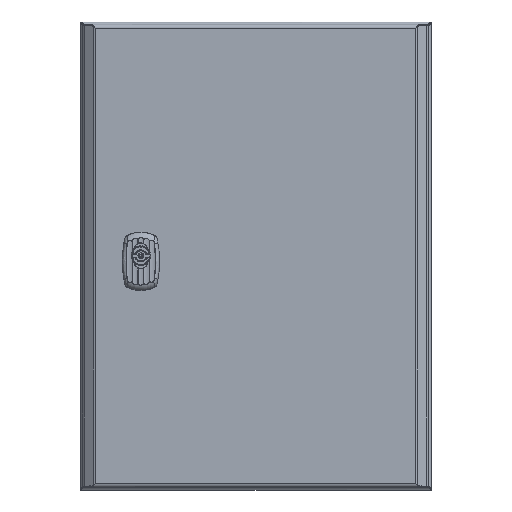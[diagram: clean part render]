
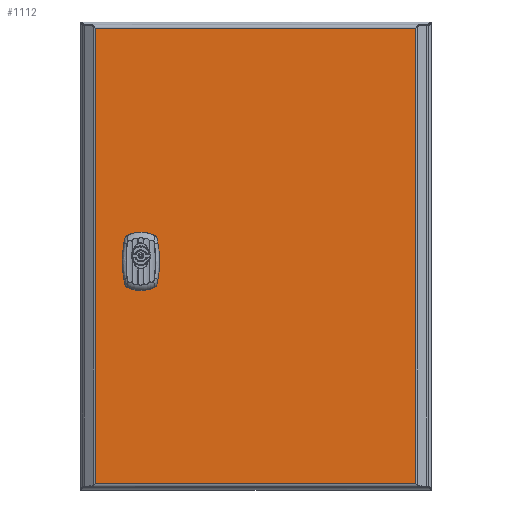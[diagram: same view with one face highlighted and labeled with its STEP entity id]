
A CAD part, top view. The second image highlights one B-rep face of the part: STEP entity #1112.
In plain terms, the highlighted planar face has unit normal (0, 0, 1).
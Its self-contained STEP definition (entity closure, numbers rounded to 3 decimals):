
#1112=ADVANCED_FACE('',(#5148,#5149),#5150,.F.);
#5148=FACE_OUTER_BOUND('',#13789,.T.);
#5149=FACE_BOUND('',#13790,.T.);
#5150=PLANE('',#13791);
#13789=EDGE_LOOP('',(#36448,#36449,#36450,#36451));
#13790=EDGE_LOOP('',(#36452,#36453,#36454,#36455));
#13791=AXIS2_PLACEMENT_3D('',#36456,#36457,#36458);
#36448=ORIENTED_EDGE('',*,*,#54788,.T.);
#36449=ORIENTED_EDGE('',*,*,#54787,.T.);
#36450=ORIENTED_EDGE('',*,*,#54807,.F.);
#36451=ORIENTED_EDGE('',*,*,#54785,.T.);
#36452=ORIENTED_EDGE('',*,*,#54783,.T.);
#36453=ORIENTED_EDGE('',*,*,#54781,.F.);
#36454=ORIENTED_EDGE('',*,*,#54779,.T.);
#36455=ORIENTED_EDGE('',*,*,#54777,.F.);
#36456=CARTESIAN_POINT('',(-0.475,0.0,203.01));
#36457=DIRECTION('',(0.0,0.0,-1.0));
#36458=DIRECTION('',(1.0,0.0,0.0));
#54777=EDGE_CURVE('',#64509,#64511,#64512,.T.);
#54779=EDGE_CURVE('',#64514,#64511,#64515,.T.);
#54781=EDGE_CURVE('',#64514,#64517,#64518,.T.);
#54783=EDGE_CURVE('',#64509,#64517,#64520,.T.);
#54785=EDGE_CURVE('',#64521,#64460,#64523,.T.);
#54787=EDGE_CURVE('',#64469,#64524,#64526,.T.);
#54788=EDGE_CURVE('',#64460,#64469,#64527,.T.);
#54807=EDGE_CURVE('',#64521,#64524,#64554,.T.);
#64460=VERTEX_POINT('',#79748);
#64469=VERTEX_POINT('',#79767);
#64509=VERTEX_POINT('',#79890);
#64511=VERTEX_POINT('',#79893);
#64512=CIRCLE('',#79894,11.5);
#64514=VERTEX_POINT('',#79897);
#64515=LINE('',#79898,#79899);
#64517=VERTEX_POINT('',#79902);
#64518=CIRCLE('',#79903,11.5);
#64520=LINE('',#79906,#79907);
#64521=VERTEX_POINT('',#79908);
#64523=LINE('',#79915,#79916);
#64524=VERTEX_POINT('',#79917);
#64526=LINE('',#79924,#79925);
#64527=LINE('',#79926,#79927);
#64554=LINE('',#79994,#79995);
#79748=CARTESIAN_POINT('',(-137.466,-194.8,203.01));
#79767=CARTESIAN_POINT('',(136.517,-194.8,203.01));
#79890=CARTESIAN_POINT('',(-108.475,-5.679,203.01));
#79893=CARTESIAN_POINT('',(-88.475,-5.679,203.01));
#79894=AXIS2_PLACEMENT_3D('',#101637,#101638,#101639);
#79897=CARTESIAN_POINT('',(-88.475,5.679,203.01));
#79898=CARTESIAN_POINT('',(-88.475,5.679,203.01));
#79899=VECTOR('',#101641,11.358);
#79902=CARTESIAN_POINT('',(-108.475,5.679,203.01));
#79903=AXIS2_PLACEMENT_3D('',#101643,#101644,#101645);
#79906=CARTESIAN_POINT('',(-108.475,-5.679,203.01));
#79907=VECTOR('',#101647,11.358);
#79908=CARTESIAN_POINT('',(-137.466,194.8,203.01));
#79915=CARTESIAN_POINT('',(-137.466,194.8,203.01));
#79916=VECTOR('',#101648,389.6);
#79917=CARTESIAN_POINT('',(136.517,194.8,203.01));
#79924=CARTESIAN_POINT('',(136.517,-194.8,203.01));
#79925=VECTOR('',#101649,389.6);
#79926=CARTESIAN_POINT('',(-137.466,-194.8,203.01));
#79927=VECTOR('',#101650,273.982);
#79994=CARTESIAN_POINT('',(-137.466,194.8,203.01));
#79995=VECTOR('',#101663,273.982);
#101637=CARTESIAN_POINT('',(-98.475,0.0,203.01));
#101638=DIRECTION('',(0.0,0.0,1.0));
#101639=DIRECTION('',(-0.87,-0.494,0.0));
#101641=DIRECTION('',(0.0,-1.0,0.0));
#101643=CARTESIAN_POINT('',(-98.475,0.0,203.01));
#101644=DIRECTION('',(0.0,-0.0,1.0));
#101645=DIRECTION('',(0.87,0.494,0.0));
#101647=DIRECTION('',(0.0,1.0,0.0));
#101648=DIRECTION('',(0.0,-1.0,0.0));
#101649=DIRECTION('',(0.0,1.0,0.0));
#101650=DIRECTION('',(1.0,0.0,0.0));
#101663=DIRECTION('',(1.0,0.0,0.0));
